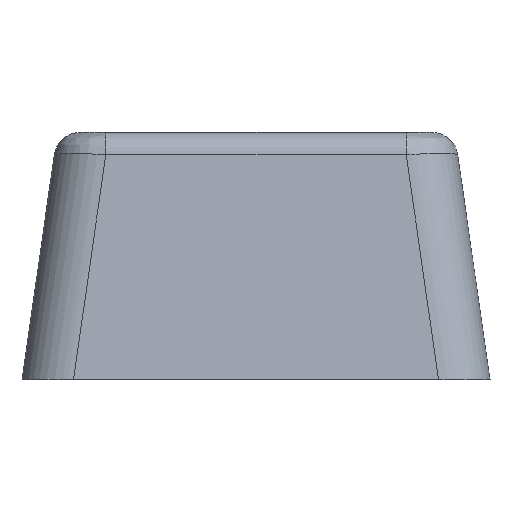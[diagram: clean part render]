
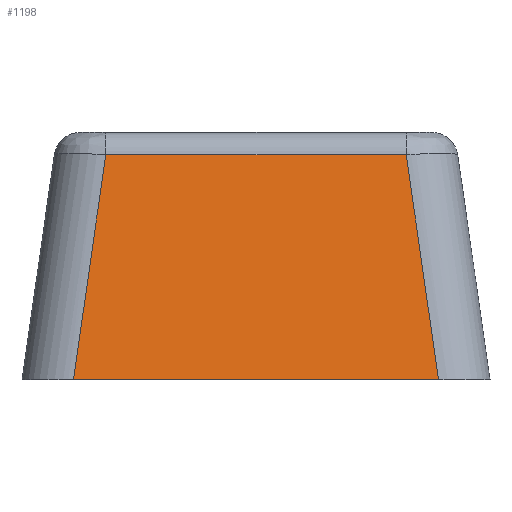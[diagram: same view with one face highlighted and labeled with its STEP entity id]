
A CAD part, left-side view. The second image highlights one B-rep face of the part: STEP entity #1198.
In plain terms, the highlighted planar face has unit normal (-0.99, 0, 0.142).
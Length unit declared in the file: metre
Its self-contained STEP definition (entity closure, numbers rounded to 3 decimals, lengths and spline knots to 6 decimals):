
#106=LINE('',#1769,#224);
#113=LINE('',#1797,#231);
#114=LINE('',#1799,#232);
#115=LINE('',#1801,#233);
#224=VECTOR('',#1407,1.);
#231=VECTOR('',#1430,1.);
#232=VECTOR('',#1431,1.);
#233=VECTOR('',#1432,1.);
#382=ORIENTED_EDGE('',*,*,#728,.T.);
#383=ORIENTED_EDGE('',*,*,#742,.T.);
#384=ORIENTED_EDGE('',*,*,#743,.T.);
#385=ORIENTED_EDGE('',*,*,#744,.T.);
#728=EDGE_CURVE('',#909,#908,#106,.T.);
#742=EDGE_CURVE('',#908,#922,#113,.T.);
#743=EDGE_CURVE('',#922,#923,#114,.F.);
#744=EDGE_CURVE('',#923,#909,#115,.F.);
#908=VERTEX_POINT('',#1768);
#909=VERTEX_POINT('',#1770);
#922=VERTEX_POINT('',#1798);
#923=VERTEX_POINT('',#1800);
#1009=EDGE_LOOP('',(#382,#383,#384,#385));
#1087=FACE_BOUND('',#1009,.T.);
#1160=PLANE('',#1299);
#1198=ADVANCED_FACE('',(#1087),#1160,.T.);
#1299=AXIS2_PLACEMENT_3D('',#1796,#1428,#1429);
#1407=DIRECTION('',(0.,-1.,0.));
#1428=DIRECTION('',(-0.99,0.,0.142));
#1429=DIRECTION('',(0.142,0.,0.99));
#1430=DIRECTION('',(0.141,0.141,0.98));
#1431=DIRECTION('',(0.,-1.,0.));
#1432=DIRECTION('',(0.141,-0.141,0.98));
#1768=CARTESIAN_POINT('',(0.025,-0.05502,0.));
#1769=CARTESIAN_POINT('',(0.025,-0.048,0.));
#1770=CARTESIAN_POINT('',(0.025,-0.04098,0.));
#1796=CARTESIAN_POINT('',(0.025,-0.057,0.));
#1797=CARTESIAN_POINT('',(0.024961,-0.05506,-0.000273));
#1798=CARTESIAN_POINT('',(0.026243,-0.053777,0.008642));
#1799=CARTESIAN_POINT('',(0.026243,-0.057,0.008642));
#1800=CARTESIAN_POINT('',(0.026243,-0.042223,0.008642));
#1801=CARTESIAN_POINT('',(0.025318,-0.041298,0.002213));
